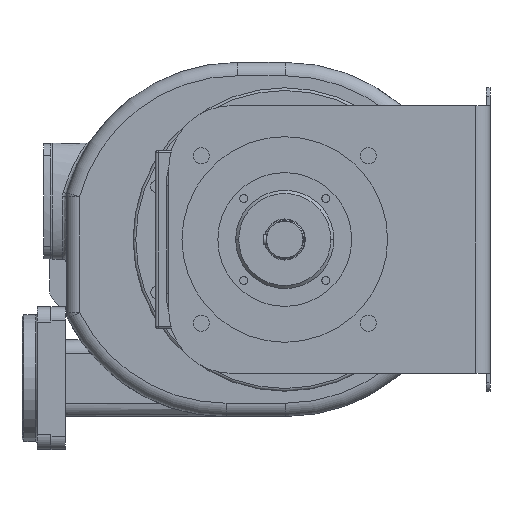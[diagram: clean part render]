
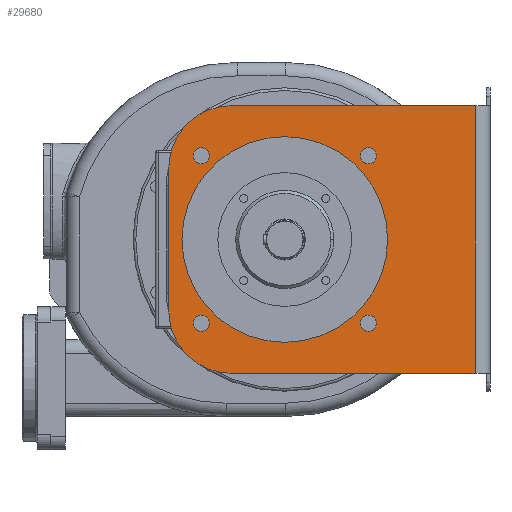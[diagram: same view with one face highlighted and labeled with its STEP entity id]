
A CAD part, left-side view. The second image highlights one B-rep face of the part: STEP entity #29680.
In plain terms, the highlighted planar face has unit normal (-1, 0, 0).
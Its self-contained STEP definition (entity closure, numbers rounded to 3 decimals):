
#7109=DIRECTION('',(0.,0.,1.));
#7110=VECTOR('',#7109,300.);
#7111=CARTESIAN_POINT('',(-467.5,-14.,-150.));
#7112=LINE('',#7111,#7110);
#7288=CARTESIAN_POINT('',(-467.5,260.,-80.));
#7289=DIRECTION('',(1.,0.,0.));
#7290=DIRECTION('',(0.,0.,-1.));
#7291=AXIS2_PLACEMENT_3D('',#7288,#7289,#7290);
#7293=DIRECTION('',(0.,0.,1.));
#7294=VECTOR('',#7293,160.);
#7295=CARTESIAN_POINT('',(-467.5,330.,-80.));
#7296=LINE('',#7295,#7294);
#7297=CARTESIAN_POINT('',(-467.5,260.,80.));
#7298=DIRECTION('',(1.,0.,0.));
#7299=DIRECTION('',(0.,1.,0.));
#7300=AXIS2_PLACEMENT_3D('',#7297,#7298,#7299);
#7302=DIRECTION('',(0.,-1.,0.));
#7303=VECTOR('',#7302,274.);
#7304=CARTESIAN_POINT('',(-467.5,260.,150.));
#7305=LINE('',#7304,#7303);
#7306=DIRECTION('',(0.,1.,0.));
#7307=VECTOR('',#7306,274.);
#7308=CARTESIAN_POINT('',(-467.5,-14.,-150.));
#7309=LINE('',#7308,#7307);
#7310=CARTESIAN_POINT('',(-467.5,200.,0.));
#7311=DIRECTION('',(-1.,0.,0.));
#7312=DIRECTION('',(0.,-1.,0.));
#7313=AXIS2_PLACEMENT_3D('',#7310,#7311,#7312);
#7315=CARTESIAN_POINT('',(-467.5,200.,0.));
#7316=DIRECTION('',(-1.,0.,0.));
#7317=DIRECTION('',(0.,1.,0.));
#7318=AXIS2_PLACEMENT_3D('',#7315,#7316,#7317);
#7320=CARTESIAN_POINT('',(-467.5,293.692,-93.692));
#7321=DIRECTION('',(-1.,0.,0.));
#7322=DIRECTION('',(0.,-1.,0.));
#7323=AXIS2_PLACEMENT_3D('',#7320,#7321,#7322);
#7325=CARTESIAN_POINT('',(-467.5,293.692,-93.692));
#7326=DIRECTION('',(-1.,0.,0.));
#7327=DIRECTION('',(0.,1.,0.));
#7328=AXIS2_PLACEMENT_3D('',#7325,#7326,#7327);
#7330=CARTESIAN_POINT('',(-467.5,106.308,-93.692));
#7331=DIRECTION('',(-1.,0.,0.));
#7332=DIRECTION('',(0.,0.,1.));
#7333=AXIS2_PLACEMENT_3D('',#7330,#7331,#7332);
#7335=CARTESIAN_POINT('',(-467.5,106.308,-93.692));
#7336=DIRECTION('',(-1.,0.,0.));
#7337=DIRECTION('',(0.,0.,-1.));
#7338=AXIS2_PLACEMENT_3D('',#7335,#7336,#7337);
#7340=CARTESIAN_POINT('',(-467.5,106.308,93.692));
#7341=DIRECTION('',(-1.,0.,0.));
#7342=DIRECTION('',(0.,1.,0.));
#7343=AXIS2_PLACEMENT_3D('',#7340,#7341,#7342);
#7345=CARTESIAN_POINT('',(-467.5,106.308,93.692));
#7346=DIRECTION('',(-1.,0.,0.));
#7347=DIRECTION('',(0.,-1.,0.));
#7348=AXIS2_PLACEMENT_3D('',#7345,#7346,#7347);
#7350=CARTESIAN_POINT('',(-467.5,293.692,93.692));
#7351=DIRECTION('',(-1.,0.,0.));
#7352=DIRECTION('',(0.,0.,-1.));
#7353=AXIS2_PLACEMENT_3D('',#7350,#7351,#7352);
#7355=CARTESIAN_POINT('',(-467.5,293.692,93.692));
#7356=DIRECTION('',(-1.,0.,0.));
#7357=DIRECTION('',(0.,0.,1.));
#7358=AXIS2_PLACEMENT_3D('',#7355,#7356,#7357);
#21512=CARTESIAN_POINT('',(-467.5,260.,-150.));
#21514=VERTEX_POINT('',#21512);
#21515=CARTESIAN_POINT('',(-467.5,84.8,0.));
#21516=CARTESIAN_POINT('',(-467.5,315.2,0.));
#21517=VERTEX_POINT('',#21515);
#21518=VERTEX_POINT('',#21516);
#21523=CARTESIAN_POINT('',(-467.5,-14.,-150.));
#21524=VERTEX_POINT('',#21523);
#21525=CARTESIAN_POINT('',(-467.5,-14.,150.));
#21526=VERTEX_POINT('',#21525);
#21527=CARTESIAN_POINT('',(-467.5,260.,150.));
#21528=VERTEX_POINT('',#21527);
#21575=CARTESIAN_POINT('',(-467.5,330.,-80.));
#21576=VERTEX_POINT('',#21575);
#21577=CARTESIAN_POINT('',(-467.5,330.,80.));
#21578=VERTEX_POINT('',#21577);
#21579=CARTESIAN_POINT('',(-467.5,284.692,-93.692));
#21580=CARTESIAN_POINT('',(-467.5,302.692,-93.692));
#21581=VERTEX_POINT('',#21579);
#21582=VERTEX_POINT('',#21580);
#21583=CARTESIAN_POINT('',(-467.5,106.308,-84.692));
#21584=CARTESIAN_POINT('',(-467.5,106.308,-102.692));
#21585=VERTEX_POINT('',#21583);
#21586=VERTEX_POINT('',#21584);
#21587=CARTESIAN_POINT('',(-467.5,115.308,93.692));
#21588=CARTESIAN_POINT('',(-467.5,97.308,93.692));
#21589=VERTEX_POINT('',#21587);
#21590=VERTEX_POINT('',#21588);
#21591=CARTESIAN_POINT('',(-467.5,293.692,84.692));
#21592=CARTESIAN_POINT('',(-467.5,293.692,102.692));
#21593=VERTEX_POINT('',#21591);
#21594=VERTEX_POINT('',#21592);
#29637=CARTESIAN_POINT('',(-467.5,200.,0.));
#29638=DIRECTION('',(1.,0.,0.));
#29639=DIRECTION('',(0.,0.,-1.));
#29640=AXIS2_PLACEMENT_3D('',#29637,#29638,#29639);
#29641=PLANE('',#29640);
#29642=ORIENTED_EDGE('',*,*,#29631,.T.);
#29643=ORIENTED_EDGE('',*,*,#29371,.T.);
#29644=ORIENTED_EDGE('',*,*,#29390,.T.);
#29645=ORIENTED_EDGE('',*,*,#29404,.T.);
#29646=ORIENTED_EDGE('',*,*,#29434,.F.);
#29647=ORIENTED_EDGE('',*,*,#29618,.T.);
#29648=EDGE_LOOP('',(#29642,#29643,#29644,#29645,#29646,#29647));
#29649=FACE_OUTER_BOUND('',#29648,.F.);
#29651=ORIENTED_EDGE('',*,*,#29650,.T.);
#29653=ORIENTED_EDGE('',*,*,#29652,.T.);
#29654=EDGE_LOOP('',(#29651,#29653));
#29655=FACE_BOUND('',#29654,.F.);
#29657=ORIENTED_EDGE('',*,*,#29656,.T.);
#29659=ORIENTED_EDGE('',*,*,#29658,.T.);
#29660=EDGE_LOOP('',(#29657,#29659));
#29661=FACE_BOUND('',#29660,.F.);
#29663=ORIENTED_EDGE('',*,*,#29662,.T.);
#29665=ORIENTED_EDGE('',*,*,#29664,.T.);
#29666=EDGE_LOOP('',(#29663,#29665));
#29667=FACE_BOUND('',#29666,.F.);
#29669=ORIENTED_EDGE('',*,*,#29668,.T.);
#29671=ORIENTED_EDGE('',*,*,#29670,.T.);
#29672=EDGE_LOOP('',(#29669,#29671));
#29673=FACE_BOUND('',#29672,.F.);
#29675=ORIENTED_EDGE('',*,*,#29674,.T.);
#29677=ORIENTED_EDGE('',*,*,#29676,.T.);
#29678=EDGE_LOOP('',(#29675,#29677));
#29679=FACE_BOUND('',#29678,.F.);
#29680=ADVANCED_FACE('',(#29649,#29655,#29661,#29667,#29673,#29679),#29641,.F.);
#7292=CIRCLE('',#7291,70.);
#7301=CIRCLE('',#7300,70.);
#7314=CIRCLE('',#7313,115.2);
#7319=CIRCLE('',#7318,115.2);
#7324=CIRCLE('',#7323,9.);
#7329=CIRCLE('',#7328,9.);
#7334=CIRCLE('',#7333,9.);
#7339=CIRCLE('',#7338,9.);
#7344=CIRCLE('',#7343,9.);
#7349=CIRCLE('',#7348,9.);
#7354=CIRCLE('',#7353,9.);
#7359=CIRCLE('',#7358,9.);
#29371=EDGE_CURVE('',#21576,#21578,#7296,.T.);
#29390=EDGE_CURVE('',#21578,#21528,#7301,.T.);
#29404=EDGE_CURVE('',#21528,#21526,#7305,.T.);
#29434=EDGE_CURVE('',#21524,#21526,#7112,.T.);
#29618=EDGE_CURVE('',#21524,#21514,#7309,.T.);
#29631=EDGE_CURVE('',#21514,#21576,#7292,.T.);
#29650=EDGE_CURVE('',#21517,#21518,#7314,.T.);
#29652=EDGE_CURVE('',#21518,#21517,#7319,.T.);
#29656=EDGE_CURVE('',#21581,#21582,#7324,.T.);
#29658=EDGE_CURVE('',#21582,#21581,#7329,.T.);
#29662=EDGE_CURVE('',#21585,#21586,#7334,.T.);
#29664=EDGE_CURVE('',#21586,#21585,#7339,.T.);
#29668=EDGE_CURVE('',#21589,#21590,#7344,.T.);
#29670=EDGE_CURVE('',#21590,#21589,#7349,.T.);
#29674=EDGE_CURVE('',#21593,#21594,#7354,.T.);
#29676=EDGE_CURVE('',#21594,#21593,#7359,.T.);
